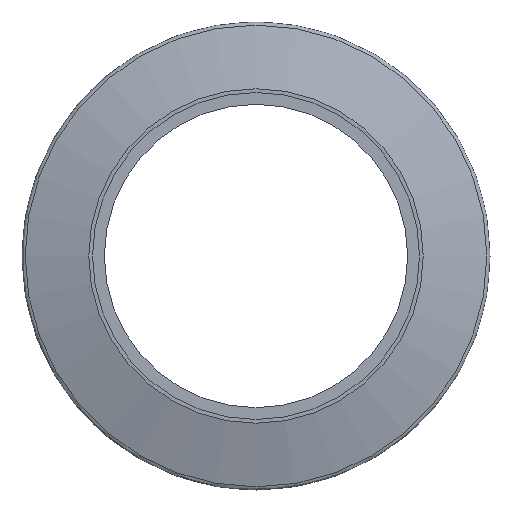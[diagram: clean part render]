
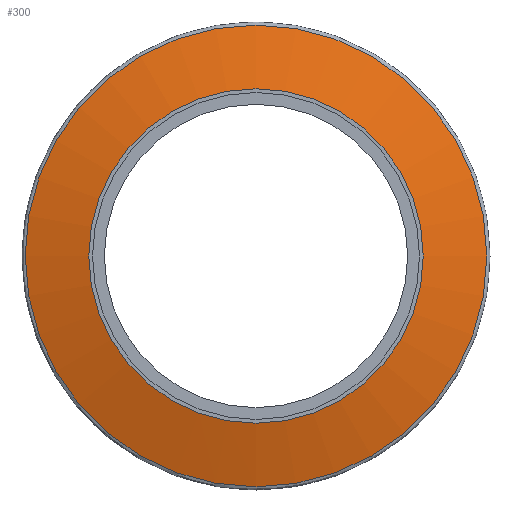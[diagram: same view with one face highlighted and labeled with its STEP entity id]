
A CAD part, front view. The second image highlights one B-rep face of the part: STEP entity #300.
In plain terms, the highlighted conical face has half-angle 75 degrees and reference radius 27.079 mm.
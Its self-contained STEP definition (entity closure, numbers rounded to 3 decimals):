
#5 = DIRECTION ( 'NONE',  ( 0., -1., 0. ) ) ;
#7 = AXIS2_PLACEMENT_3D ( 'NONE', #48, #73, #100 ) ;
#11 = CONICAL_SURFACE ( 'NONE', #7, 27.079, 1.309 ) ;
#21 = ORIENTED_EDGE ( 'NONE', *, *, #261, .T. ) ;
#48 = CARTESIAN_POINT ( 'NONE',  ( 0., 2.001, 0. ) ) ;
#49 = FACE_BOUND ( 'NONE', #92, .T. ) ;
#73 = DIRECTION ( 'NONE',  ( 0., 1., 0. ) ) ;
#81 = CARTESIAN_POINT ( 'NONE',  ( 0., 0., 19.613 ) ) ;
#82 = EDGE_CURVE ( 'NONE', #192, #192, #225, .T. ) ;
#92 = EDGE_LOOP ( 'NONE', ( #279 ) ) ;
#100 = DIRECTION ( 'NONE',  ( 0., 0., 1. ) ) ;
#101 = FACE_OUTER_BOUND ( 'NONE', #294, .T. ) ;
#146 = CARTESIAN_POINT ( 'NONE',  ( 0., 2.001, 0. ) ) ;
#158 = VERTEX_POINT ( 'NONE', #220 ) ;
#162 = DIRECTION ( 'NONE',  ( 0., 1., 0. ) ) ;
#180 = AXIS2_PLACEMENT_3D ( 'NONE', #146, #5, #191 ) ;
#187 = DIRECTION ( 'NONE',  ( 0., 0., 1. ) ) ;
#191 = DIRECTION ( 'NONE',  ( 1., 0., 0. ) ) ;
#192 = VERTEX_POINT ( 'NONE', #81 ) ;
#220 = CARTESIAN_POINT ( 'NONE',  ( 27.079, 2.001, 0. ) ) ;
#225 = CIRCLE ( 'NONE', #291, 19.613 ) ;
#243 = CIRCLE ( 'NONE', #180, 27.079 ) ;
#261 = EDGE_CURVE ( 'NONE', #158, #158, #243, .T. ) ;
#279 = ORIENTED_EDGE ( 'NONE', *, *, #82, .T. ) ;
#291 = AXIS2_PLACEMENT_3D ( 'NONE', #307, #162, #187 ) ;
#294 = EDGE_LOOP ( 'NONE', ( #21 ) ) ;
#300 = ADVANCED_FACE ( 'NONE', ( #101, #49 ), #11, .T. ) ;
#307 = CARTESIAN_POINT ( 'NONE',  ( 0., 0., 0. ) ) ;
